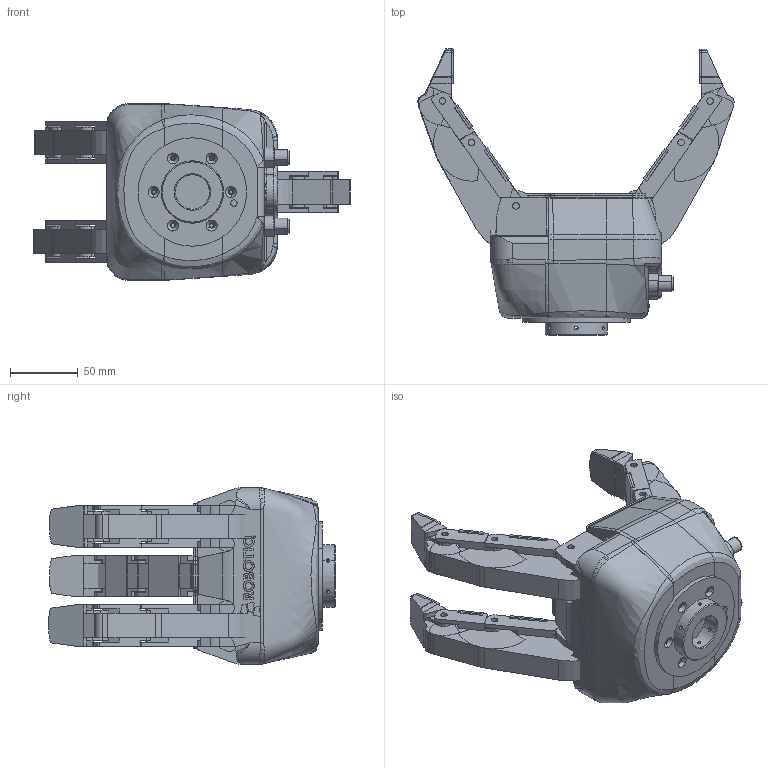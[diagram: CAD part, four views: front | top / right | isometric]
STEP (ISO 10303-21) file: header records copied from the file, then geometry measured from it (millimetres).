
FILE_DESCRIPTION (( 'STEP AP214' ), '1' );
FILE_NAME ('ROBOTIQ_AGS-001-XXXX.STEP', '2013-11-13T20:27:13', ( '' ), ( '' ), 'SwSTEP 2.0', 'SolidWorks 2013', '' );
FILE_SCHEMA (( 'AUTOMOTIVE_DESIGN' ));
Length unit declared in the file: inch
Products named in the file (7): AGS_wrist; AGS_finger-dist; AGS_finger-med; AGS_finger-prox; AGS_finger-base; AGS_palm; ROBOTIQ_AGS-001-XXXX
Assembly tree (14 placements, depth 2):
  ROBOTIQ_AGS-001-XXXX
    AGS_palm
    AGS_finger-base  x3
    AGS_finger-prox  x3
    AGS_finger-med  x3
    AGS_finger-dist  x3
    AGS_wrist
Bounding box: 233.29 x 211.46 x 130.18 mm (x, y, z)
Volume: 1607046.9 mm3; surface area: 203386.4 mm2
Topology: 14 solids, 14 shells, 1855 faces, 4931 edges, 3196 vertices
Faces by surface type: plane 940, cylinder 446, bspline 380, cone 69, torus 18, sphere 2
Entity records: 80412 total; most frequent: CARTESIAN_POINT 38030, ORIENTED_EDGE 7474, DIRECTION 5638, EDGE_CURVE 3737, VERTEX_POINT 2432, LINE 2090, VECTOR 2090, AXIS2_PLACEMENT_3D 1774
